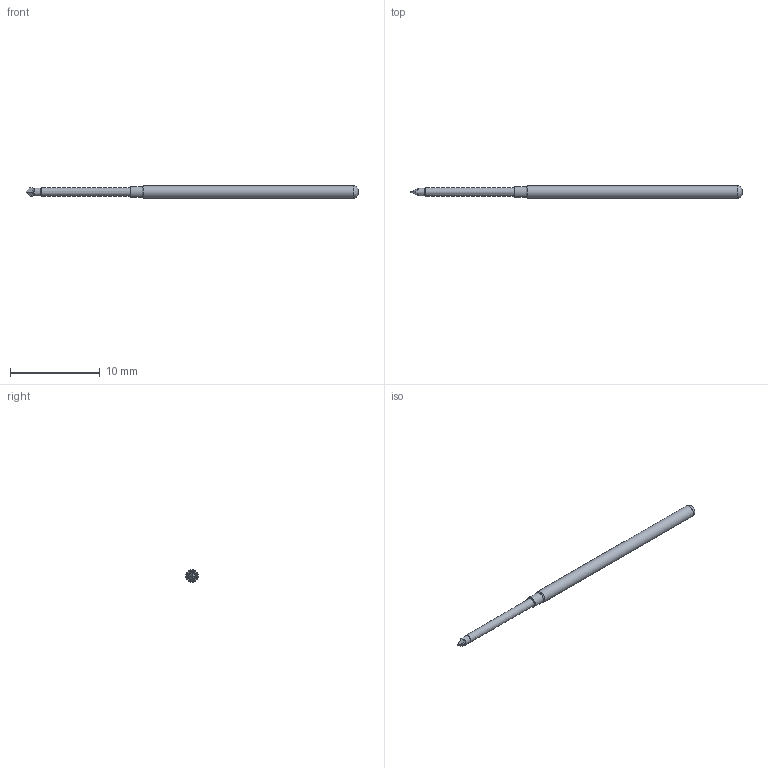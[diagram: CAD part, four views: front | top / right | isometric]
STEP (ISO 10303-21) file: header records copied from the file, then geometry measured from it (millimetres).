
FILE_DESCRIPTION (( 'STEP AP214' ), '1' );
FILE_NAME ('100-PR_4061_-S.STEP', '2017-10-06T15:46:04', ( '' ), ( '' ), 'SwSTEP 2.0', 'SolidWorks 2017', '' );
FILE_SCHEMA (( 'AUTOMOTIVE_DESIGN' ));
Length unit declared in the file: inch
Products named in the file (1): 100-PR_4061_-S
Bounding box: 37.09 x 1.37 x 1.37 mm (x, y, z)
Volume: 44.2 mm3; surface area: 142.6 mm2
Topology: 1 solids, 1 shells, 20 faces, 50 edges, 33 vertices
Faces by surface type: plane 13, cone 4, cylinder 2, torus 1
Full cylindrical faces by diameter (mm): 1.219 x1, 1.367 x1
Entity records: 827 total; most frequent: CARTESIAN_POINT 125, ORIENTED_EDGE 78, DIRECTION 77, EDGE_CURVE 39, AXIS2_PLACEMENT_3D 29, VERTEX_POINT 29, EDGE_LOOP 28, FACE_OUTER_BOUND 23
